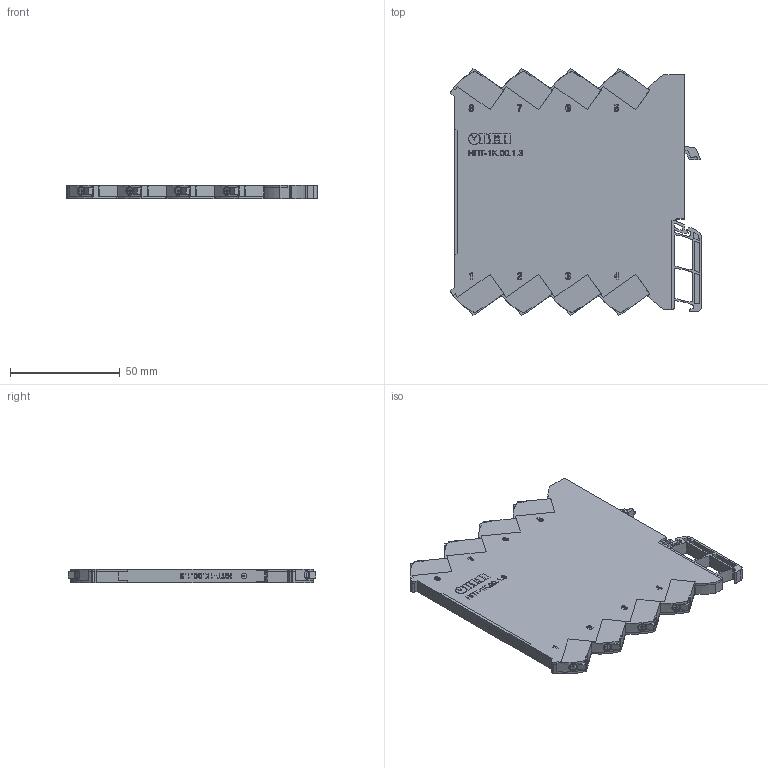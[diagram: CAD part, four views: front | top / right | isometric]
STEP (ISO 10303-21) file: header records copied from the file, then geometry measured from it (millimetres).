
FILE_DESCRIPTION (( 'STEP AP214' ), '1' );
FILE_NAME ('3D Ìîäåëü ÍÏÒ-1Ê.00.1.3.STEP', '2020-08-26T07:11:23', ( '' ), ( '' ), 'SwSTEP 2.0', 'SolidWorks 2015', '' );
FILE_SCHEMA (( 'AUTOMOTIVE_DESIGN' ));
Length unit declared in the file: millimetre
Products named in the file (6): 3D Ìîäåëü ÍÏÒ-1Ê.00.1.3; Êîðïóñ ÍÏÒ-1Ê_00; Êðûøêà ÍÏÒ-1Ê_00; 抔樦憵_膻蓲00; 抔樦憵_瞂贂_00; ëèöåâàÿ ïàíåëü ÍÏÊ-1Ê_00
Assembly tree (11 placements, depth 2):
  3D Ìîäåëü ÍÏÒ-1Ê.00.1.3
    Êîðïóñ ÍÏÒ-1Ê_00
    抔樦憵_瞂贂_00  x4
    Êðûøêà ÍÏÒ-1Ê_00
    ëèöåâàÿ ïàíåëü ÍÏÊ-1Ê_00
    抔樦憵_膻蓲00  x4
Bounding box: 114.32 x 112.64 x 6.1 mm (x, y, z)
Volume: 65734.5 mm3; surface area: 51190.6 mm2
Topology: 11 solids, 11 shells, 3472 faces, 10047 edges, 6673 vertices
Faces by surface type: plane 3229, cylinder 194, bspline 33, torus 16
Entity records: 136193 total; most frequent: CARTESIAN_POINT 21208, ORIENTED_EDGE 18678, DIRECTION 15947, EDGE_CURVE 9339, VECTOR 8937, LINE 8937, VERTEX_POINT 6217, AXIS2_PLACEMENT_3D 3505
